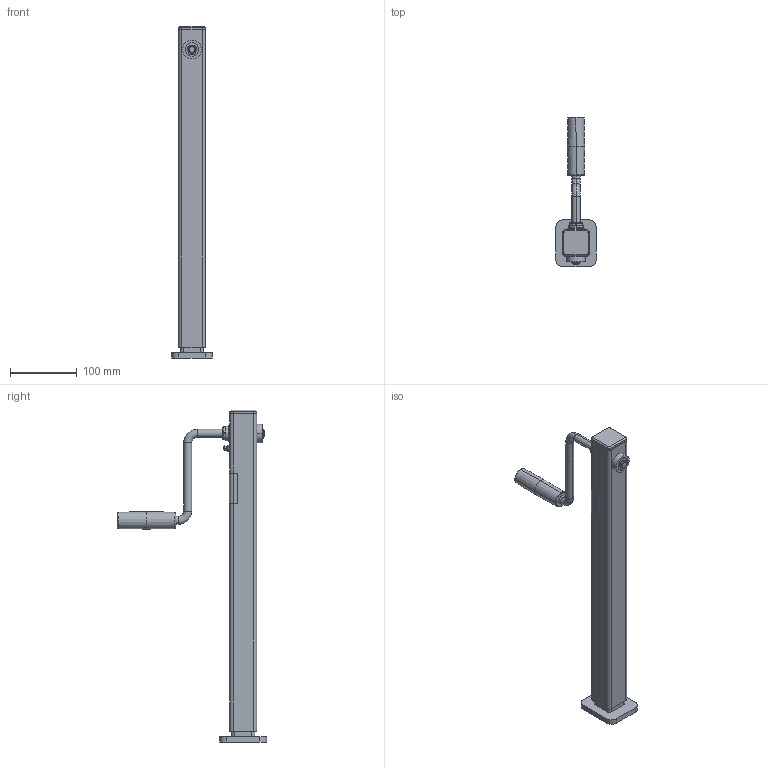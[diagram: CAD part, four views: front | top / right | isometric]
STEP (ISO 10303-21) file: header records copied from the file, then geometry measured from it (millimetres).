
FILE_DESCRIPTION(('Creo Elements/Direct Modeling STEP Export'),'2;1');
FILE_NAME('203466.stp','2016-07-05T13:43:07',(''),(''),'Creo Elements/Direct Modeling STEP processor for AP214 (Solid Model)','Creo Elements/Direct Modeling 18.1A 09-Jun-2012 (C) Parametric Technology GmbH','');
FILE_SCHEMA(('AUTOMOTIVE_DESIGN { 1 0 10303 214 1 1 1 1 }'));
Length unit declared in the file: millimetre
Products named in the file (4): Schaft; Kurbel; Stütze; Spindelwinde_203466A
Assembly tree (3 placements, depth 2):
  Spindelwinde_203466A
    Stütze
    Kurbel
    Schaft
Bounding box: 60 x 223 x 496.25 mm (x, y, z)
Volume: 1327729.2 mm3; surface area: 159894 mm2
Topology: 3 solids, 4 shells, 228 faces, 557 edges, 353 vertices
Faces by surface type: plane 105, cylinder 75, torus 26, cone 20, sphere 2
Entity records: 7683 total; most frequent: CARTESIAN_POINT 1428, ORIENTED_EDGE 1114, DIRECTION 1046, EDGE_CURVE 557, AXIS2_PLACEMENT_3D 369, VERTEX_POINT 353, VECTOR 308, LINE 308
